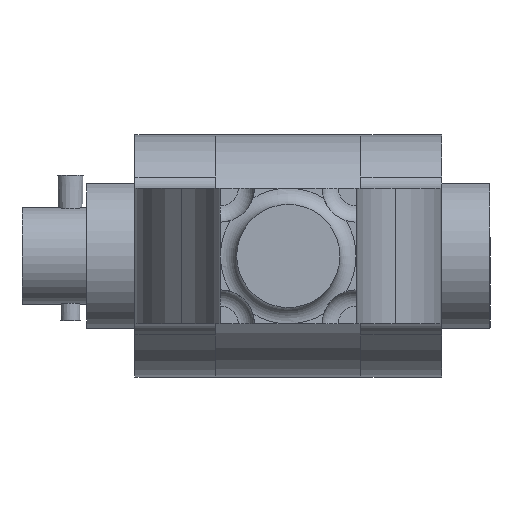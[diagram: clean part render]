
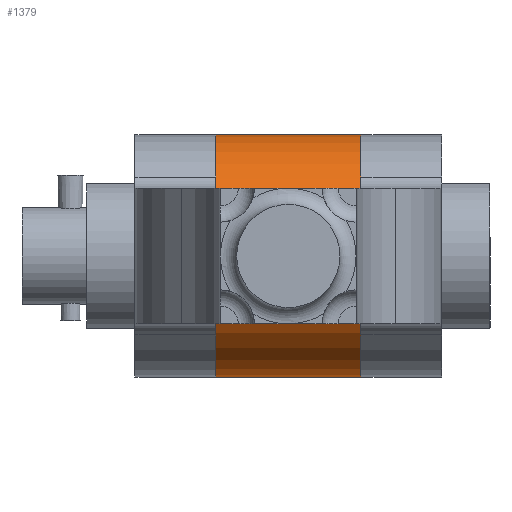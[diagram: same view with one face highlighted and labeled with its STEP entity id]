
A CAD part, left-side view. The second image highlights one B-rep face of the part: STEP entity #1379.
In plain terms, the highlighted cylindrical face has radius 37.5 mm (diameter 75 mm), a partial arc.
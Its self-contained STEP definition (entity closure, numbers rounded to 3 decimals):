
#137=LINE('',#2296,#228);
#138=LINE('',#2302,#229);
#228=VECTOR('',#1820,10.);
#229=VECTOR('',#1827,10.);
#298=CYLINDRICAL_SURFACE('',#1550,37.5);
#343=FACE_OUTER_BOUND('',#425,.T.);
#425=EDGE_LOOP('',(#1030,#1031,#1032,#1033));
#525=CIRCLE('',#1551,37.5);
#526=CIRCLE('',#1552,37.5);
#639=VERTEX_POINT('',#2293);
#640=VERTEX_POINT('',#2295);
#641=VERTEX_POINT('',#2299);
#642=VERTEX_POINT('',#2301);
#791=EDGE_CURVE('',#639,#640,#137,.T.);
#793=EDGE_CURVE('',#639,#641,#525,.T.);
#794=EDGE_CURVE('',#642,#641,#138,.T.);
#795=EDGE_CURVE('',#642,#640,#526,.T.);
#1030=ORIENTED_EDGE('',*,*,#791,.F.);
#1031=ORIENTED_EDGE('',*,*,#793,.T.);
#1032=ORIENTED_EDGE('',*,*,#794,.F.);
#1033=ORIENTED_EDGE('',*,*,#795,.T.);
#1379=ADVANCED_FACE('',(#343),#298,.T.);
#1550=AXIS2_PLACEMENT_3D('',#2298,#1823,#1824);
#1551=AXIS2_PLACEMENT_3D('',#2300,#1825,#1826);
#1552=AXIS2_PLACEMENT_3D('',#2303,#1828,#1829);
#1820=DIRECTION('',(0.,1.,0.));
#1823=DIRECTION('center_axis',(0.,1.,0.));
#1824=DIRECTION('ref_axis',(-1.,0.,0.));
#1825=DIRECTION('center_axis',(0.,1.,0.));
#1826=DIRECTION('ref_axis',(1.,0.,0.));
#1827=DIRECTION('',(0.,-1.,0.));
#1828=DIRECTION('center_axis',(0.,-1.,0.));
#1829=DIRECTION('ref_axis',(1.,0.,0.));
#2293=CARTESIAN_POINT('',(87.063,-22.5,-29.516));
#2295=CARTESIAN_POINT('',(87.063,22.5,-29.516));
#2296=CARTESIAN_POINT('',(87.063,-22.5,-29.516));
#2298=CARTESIAN_POINT('Origin',(63.932,-22.5,0.));
#2299=CARTESIAN_POINT('',(87.063,-22.5,29.516));
#2300=CARTESIAN_POINT('Origin',(63.932,-22.5,0.));
#2301=CARTESIAN_POINT('',(87.063,22.5,29.516));
#2302=CARTESIAN_POINT('',(87.063,-22.5,29.516));
#2303=CARTESIAN_POINT('Origin',(63.932,22.5,0.));
